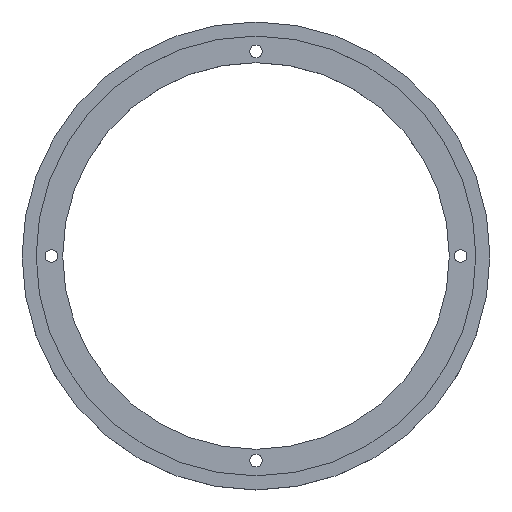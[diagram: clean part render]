
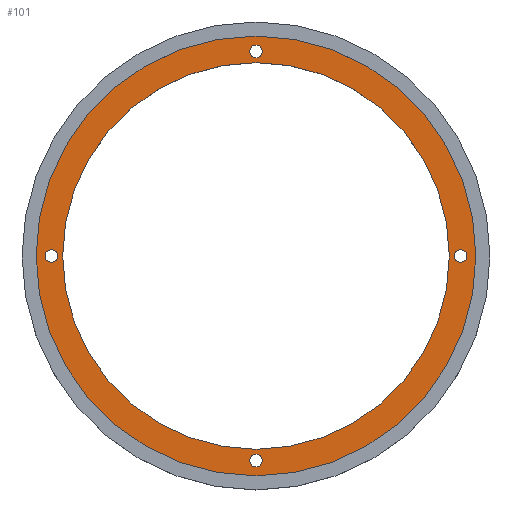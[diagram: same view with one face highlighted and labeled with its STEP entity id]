
A CAD part, top view. The second image highlights one B-rep face of the part: STEP entity #101.
In plain terms, the highlighted planar face has unit normal (0, 0, 1).
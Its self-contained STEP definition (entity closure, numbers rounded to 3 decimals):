
#3 = PLANE ( 'NONE',  #205 ) ;
#11 = CIRCLE ( 'NONE', #271, 2.25 ) ;
#13 = ORIENTED_EDGE ( 'NONE', *, *, #145, .F. ) ;
#14 = CARTESIAN_POINT ( 'NONE',  ( -72.5, 0., 13. ) ) ;
#21 = EDGE_LOOP ( 'NONE', ( #13 ) ) ;
#22 = AXIS2_PLACEMENT_3D ( 'NONE', #14, #105, #47 ) ;
#34 = CARTESIAN_POINT ( 'NONE',  ( 0., -72.5, 13. ) ) ;
#37 = EDGE_CURVE ( 'NONE', #369, #369, #352, .T. ) ;
#42 = FACE_BOUND ( 'NONE', #203, .T. ) ;
#47 = DIRECTION ( 'NONE',  ( 1., 0., 0. ) ) ;
#48 = DIRECTION ( 'NONE',  ( 0., 0., 1. ) ) ;
#67 = DIRECTION ( 'NONE',  ( 0., 0., 1. ) ) ;
#73 = CARTESIAN_POINT ( 'NONE',  ( 74.75, 0., 13. ) ) ;
#74 = CARTESIAN_POINT ( 'NONE',  ( 77.9, 0., 13. ) ) ;
#88 = CIRCLE ( 'NONE', #251, 68.5 ) ;
#101 = ADVANCED_FACE ( 'NONE', ( #248, #42, #186, #215, #245, #268 ), #3, .T. ) ;
#102 = DIRECTION ( 'NONE',  ( 1., 0., 0. ) ) ;
#105 = DIRECTION ( 'NONE',  ( 0., 0., 1. ) ) ;
#110 = DIRECTION ( 'NONE',  ( 1., 0., 0. ) ) ;
#121 = CARTESIAN_POINT ( 'NONE',  ( 0., 0., 13. ) ) ;
#125 = DIRECTION ( 'NONE',  ( 1., 0., 0. ) ) ;
#138 = ORIENTED_EDGE ( 'NONE', *, *, #255, .F. ) ;
#142 = AXIS2_PLACEMENT_3D ( 'NONE', #34, #153, #110 ) ;
#145 = EDGE_CURVE ( 'NONE', #337, #337, #88, .T. ) ;
#153 = DIRECTION ( 'NONE',  ( 0., 0., 1. ) ) ;
#161 = ORIENTED_EDGE ( 'NONE', *, *, #272, .F. ) ;
#166 = EDGE_CURVE ( 'NONE', #194, #194, #11, .T. ) ;
#169 = CIRCLE ( 'NONE', #289, 2.25 ) ;
#172 = VERTEX_POINT ( 'NONE', #229 ) ;
#182 = CARTESIAN_POINT ( 'NONE',  ( 2.25, 72.5, 13. ) ) ;
#185 = DIRECTION ( 'NONE',  ( 0., 0., 1. ) ) ;
#186 = FACE_BOUND ( 'NONE', #231, .T. ) ;
#193 = CARTESIAN_POINT ( 'NONE',  ( 0., 72.5, 13. ) ) ;
#194 = VERTEX_POINT ( 'NONE', #73 ) ;
#196 = ORIENTED_EDGE ( 'NONE', *, *, #37, .T. ) ;
#201 = EDGE_LOOP ( 'NONE', ( #196 ) ) ;
#202 = CARTESIAN_POINT ( 'NONE',  ( -70.25, 0., 13. ) ) ;
#203 = EDGE_LOOP ( 'NONE', ( #161 ) ) ;
#205 = AXIS2_PLACEMENT_3D ( 'NONE', #218, #185, #125 ) ;
#215 = FACE_BOUND ( 'NONE', #370, .T. ) ;
#218 = CARTESIAN_POINT ( 'NONE',  ( 0., 0., 13. ) ) ;
#220 = DIRECTION ( 'NONE',  ( 0., 0., 1. ) ) ;
#223 = CARTESIAN_POINT ( 'NONE',  ( 68.5, 0., 13. ) ) ;
#227 = AXIS2_PLACEMENT_3D ( 'NONE', #121, #237, #354 ) ;
#229 = CARTESIAN_POINT ( 'NONE',  ( 2.25, -72.5, 13. ) ) ;
#231 = EDGE_LOOP ( 'NONE', ( #138 ) ) ;
#237 = DIRECTION ( 'NONE',  ( 0., 0., 1. ) ) ;
#245 = FACE_BOUND ( 'NONE', #262, .T. ) ;
#248 = FACE_BOUND ( 'NONE', #21, .T. ) ;
#251 = AXIS2_PLACEMENT_3D ( 'NONE', #298, #220, #102 ) ;
#255 = EDGE_CURVE ( 'NONE', #172, #172, #327, .T. ) ;
#260 = ORIENTED_EDGE ( 'NONE', *, *, #166, .F. ) ;
#262 = EDGE_LOOP ( 'NONE', ( #266 ) ) ;
#263 = VERTEX_POINT ( 'NONE', #182 ) ;
#266 = ORIENTED_EDGE ( 'NONE', *, *, #382, .F. ) ;
#268 = FACE_OUTER_BOUND ( 'NONE', #201, .T. ) ;
#271 = AXIS2_PLACEMENT_3D ( 'NONE', #300, #67, #302 ) ;
#272 = EDGE_CURVE ( 'NONE', #322, #322, #283, .T. ) ;
#283 = CIRCLE ( 'NONE', #22, 2.25 ) ;
#289 = AXIS2_PLACEMENT_3D ( 'NONE', #193, #48, #373 ) ;
#298 = CARTESIAN_POINT ( 'NONE',  ( 0., 0., 13. ) ) ;
#300 = CARTESIAN_POINT ( 'NONE',  ( 72.5, 0., 13. ) ) ;
#302 = DIRECTION ( 'NONE',  ( 1., 0., 0. ) ) ;
#322 = VERTEX_POINT ( 'NONE', #202 ) ;
#327 = CIRCLE ( 'NONE', #142, 2.25 ) ;
#337 = VERTEX_POINT ( 'NONE', #223 ) ;
#352 = CIRCLE ( 'NONE', #227, 77.9 ) ;
#354 = DIRECTION ( 'NONE',  ( 1., 0., 0. ) ) ;
#369 = VERTEX_POINT ( 'NONE', #74 ) ;
#370 = EDGE_LOOP ( 'NONE', ( #260 ) ) ;
#373 = DIRECTION ( 'NONE',  ( 1., 0., 0. ) ) ;
#382 = EDGE_CURVE ( 'NONE', #263, #263, #169, .T. ) ;
